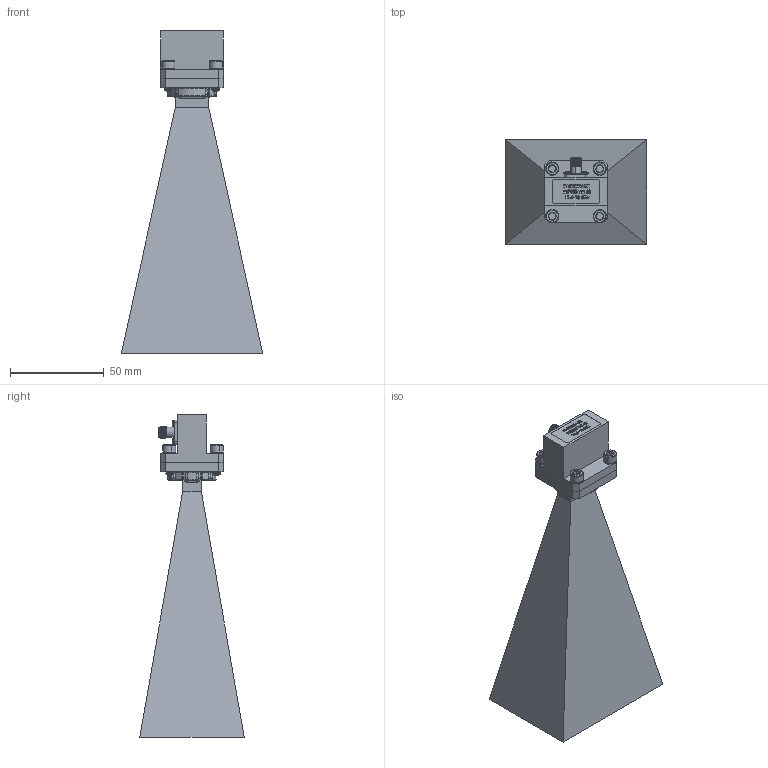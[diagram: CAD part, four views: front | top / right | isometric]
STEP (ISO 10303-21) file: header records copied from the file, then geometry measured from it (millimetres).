
FILE_DESCRIPTION (( 'STEP AP214' ), '1' );
FILE_NAME ('PE9854-SF-20.STEP', '2018-03-06T00:06:36', ( '' ), ( '' ), 'SwSTEP 2.0', 'SolidWorks 2017', '' );
FILE_SCHEMA (( 'AUTOMOTIVE_DESIGN' ));
Length unit declared in the file: inch
Products named in the file (4): PE9803; Copy of Hex Screw^PE9854-SF-20; PE9854-20; PE9854-SF-20
Assembly tree (6 placements, depth 2):
  PE9854-SF-20
    PE9854-20
    PE9803
    Copy of Hex Screw^PE9854-SF-20  x4
Bounding box: 75.18 x 55.63 x 171.5 mm (x, y, z)
Volume: 41645.8 mm3; surface area: 54026.2 mm2
Topology: 11 solids, 11 shells, 1308 faces, 3468 edges, 2241 vertices
Faces by surface type: cylinder 489, plane 467, bspline 225, cone 102, torus 21, sphere 4
Entity records: 52513 total; most frequent: CARTESIAN_POINT 22723, ORIENTED_EDGE 5574, DIRECTION 3985, EDGE_CURVE 2787, VERTEX_POINT 1812, LINE 1431, VECTOR 1431, AXIS2_PLACEMENT_3D 1277
